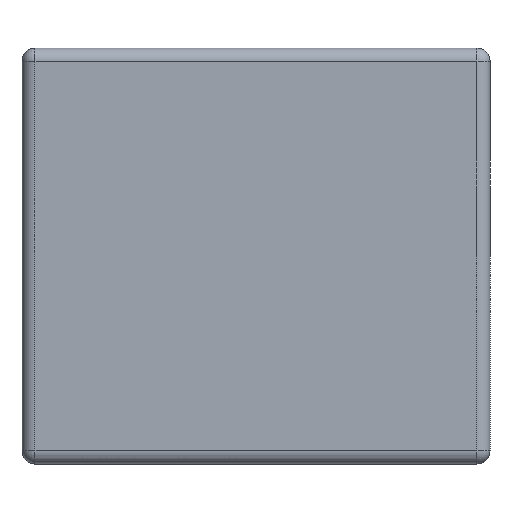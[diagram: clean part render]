
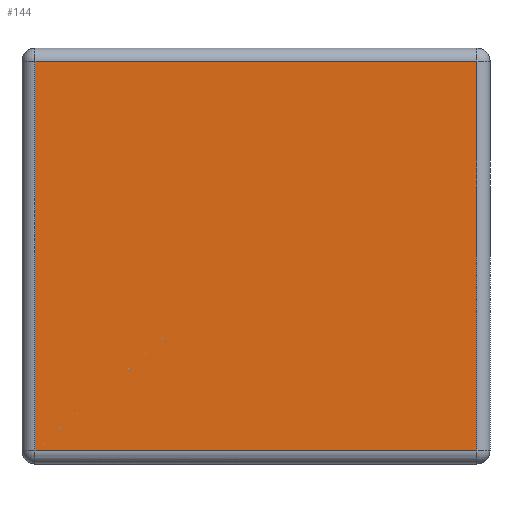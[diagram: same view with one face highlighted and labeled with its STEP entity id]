
A CAD part, left-side view. The second image highlights one B-rep face of the part: STEP entity #144.
In plain terms, the highlighted planar face has unit normal (-1, 0, 0).
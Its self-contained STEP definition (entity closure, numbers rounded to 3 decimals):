
#144 = ADVANCED_FACE ( 'NONE', ( #803 ), #841, .F. ) ;
#145 = EDGE_LOOP ( 'NONE', ( #146, #150, #153, #210 ) ) ;
#146 = ORIENTED_EDGE ( 'NONE', *, *, #147, .T. ) ;
#147 = EDGE_CURVE ( 'NONE', #148, #149, #836, .T. ) ;
#148 = VERTEX_POINT ( 'NONE', #832 ) ;
#149 = VERTEX_POINT ( 'NONE', #831 ) ;
#150 = ORIENTED_EDGE ( 'NONE', *, *, #151, .T. ) ;
#151 = EDGE_CURVE ( 'NONE', #149, #152, #830, .T. ) ;
#152 = VERTEX_POINT ( 'NONE', #826 ) ;
#153 = ORIENTED_EDGE ( 'NONE', *, *, #154, .T. ) ;
#154 = EDGE_CURVE ( 'NONE', #152, #155, #825, .T. ) ;
#155 = VERTEX_POINT ( 'NONE', #821 ) ;
#210 = ORIENTED_EDGE ( 'NONE', *, *, #211, .T. ) ;
#211 = EDGE_CURVE ( 'NONE', #155, #148, #1005, .T. ) ;
#803 = FACE_OUTER_BOUND ( 'NONE', #145, .T. ) ;
#821 = CARTESIAN_POINT ( 'NONE',  ( -1.6, 0.05, -0.75 ) ) ;
#822 = DIRECTION ( 'NONE',  ( 0., -1., 0. ) ) ;
#823 = VECTOR ( 'NONE', #822, 1000. ) ;
#824 = CARTESIAN_POINT ( 'NONE',  ( -1.6, 1.8, -0.75 ) ) ;
#825 = LINE ( 'NONE', #824, #823 ) ;
#826 = CARTESIAN_POINT ( 'NONE',  ( -1.6, 1.75, -0.75 ) ) ;
#827 = DIRECTION ( 'NONE',  ( 0., 0., -1. ) ) ;
#828 = VECTOR ( 'NONE', #827, 1000. ) ;
#829 = CARTESIAN_POINT ( 'NONE',  ( -1.6, 1.75, 0.8 ) ) ;
#830 = LINE ( 'NONE', #829, #828 ) ;
#831 = CARTESIAN_POINT ( 'NONE',  ( -1.6, 1.75, 0.75 ) ) ;
#832 = CARTESIAN_POINT ( 'NONE',  ( -1.6, 0.05, 0.75 ) ) ;
#833 = DIRECTION ( 'NONE',  ( 0., 1., 0. ) ) ;
#834 = VECTOR ( 'NONE', #833, 1000. ) ;
#835 = CARTESIAN_POINT ( 'NONE',  ( -1.6, 1.8, 0.75 ) ) ;
#836 = LINE ( 'NONE', #835, #834 ) ;
#837 = DIRECTION ( 'NONE',  ( 0., 0., -1. ) ) ;
#838 = DIRECTION ( 'NONE',  ( 1., 0., 0. ) ) ;
#839 = CARTESIAN_POINT ( 'NONE',  ( -1.6, 1.8, 0.8 ) ) ;
#840 = AXIS2_PLACEMENT_3D ( 'NONE', #839, #838, #837 ) ;
#841 = PLANE ( 'NONE',  #840 ) ;
#1001 = DIRECTION ( 'NONE',  ( 0., 0., 1. ) ) ;
#1002 = VECTOR ( 'NONE', #1001, 1000. ) ;
#1003 = CARTESIAN_POINT ( 'NONE',  ( -1.6, 0.05, 0.8 ) ) ;
#1005 = LINE ( 'NONE', #1003, #1002 ) ;
